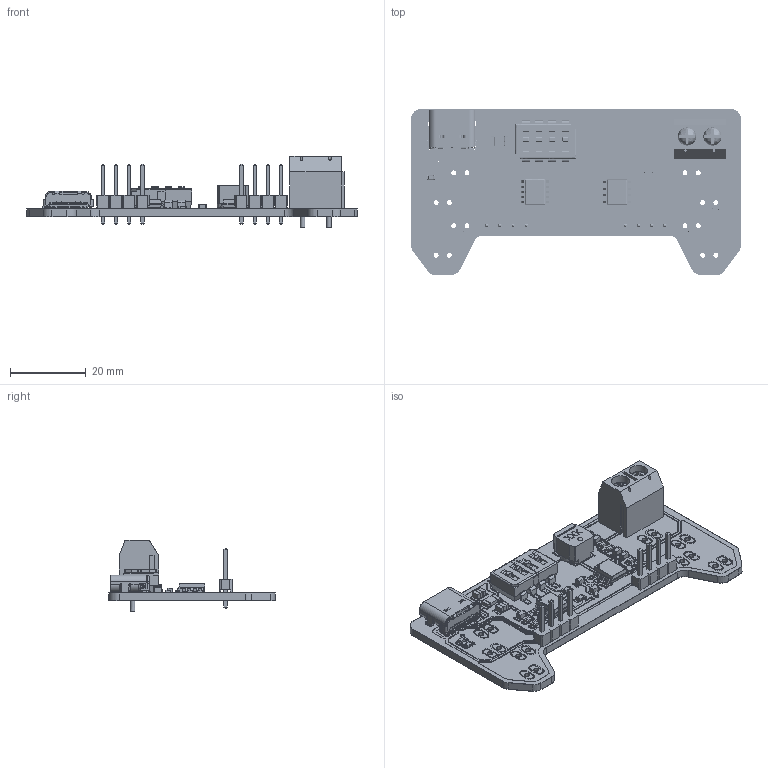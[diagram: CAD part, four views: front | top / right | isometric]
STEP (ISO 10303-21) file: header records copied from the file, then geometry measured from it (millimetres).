
FILE_DESCRIPTION(('FreeCAD Model'),'2;1');
FILE_NAME('Open CASCADE Shape Model','2025-05-02T03:33:43',('FreeCAD'),( 'FreeCAD'),'Open CASCADE STEP processor 7.6','FreeCAD','Unknown');
FILE_SCHEMA(('AUTOMOTIVE_DESIGN { 1 0 10303 214 1 1 1 1 }'));
Products named in the file (1): Open CASCADE STEP translator 7.6 1
Bounding box: 87.29 x 43.99 x 18.9 mm (x, y, z)
Volume: 10774.4 mm3; surface area: 35422.4 mm2
Topology: 214 solids, 214 shells, 10697 faces, 30076 edges, 19855 vertices
Faces by surface type: bspline 10697
Entity records: 316970 total; most frequent: CARTESIAN_POINT 136276, ORIENTED_EDGE 60112, EDGE_CURVE 30056, B_SPLINE_CURVE_WITH_KNOTS 27117, VERTEX_POINT 19855, FACE_BOUND 11685, EDGE_LOOP 11685, ADVANCED_FACE 10697
